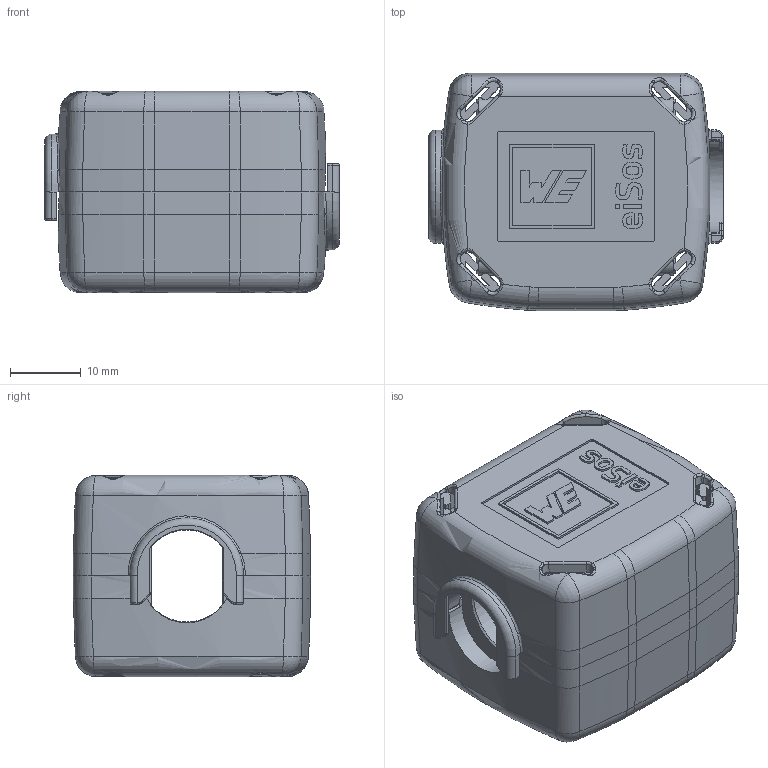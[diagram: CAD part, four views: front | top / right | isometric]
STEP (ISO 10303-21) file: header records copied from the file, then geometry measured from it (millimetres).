
FILE_DESCRIPTION(/* description */ ('Unknown'),/* implementation_level */ '2;1');
FILE_NAME(/* name */ '74272222',/* time_stamp */ '2024-11-06T15:43:00+08:00',/* author */ ('Unknown'),/* organization */ ('Unknown'),/* preprocessor_version */ 'ST-DEVELOPER v19.4',/* originating_system */ 'Solid Edge',/* authorisation */ 'Unknown');
FILE_SCHEMA (('AUTOMOTIVE_DESIGN {1 0 10303 214 3 1 1}'));
Products named in the file (4): 74272222; X-74272222_1; X-74272222_2; 742 7222C
Assembly tree (4 placements, depth 2):
  74272222
    X-74272222_1
    X-74272222_2
    742 7222C  x2
Bounding box: 41.6 x 33.5 x 28.4 mm (x, y, z)
Volume: 23149.7 mm3; surface area: 18149.4 mm2
Topology: 4 solids, 4 shells, 1490 faces, 4039 edges, 2593 vertices
Faces by surface type: plane 843, cylinder 349, bspline 198, torus 46, cone 32, sphere 22
Full cylindrical faces by diameter (mm): 0.113 x4, 1.8 x2, 3.066 x1, 3.086 x1, 3.2 x2, 4.946 x1
Entity records: 53451 total; most frequent: CARTESIAN_POINT 18123, ORIENTED_EDGE 7864, DIRECTION 6493, EDGE_CURVE 3932, VERTEX_POINT 2541, LINE 2511, VECTOR 2511, AXIS2_PLACEMENT_3D 1991
